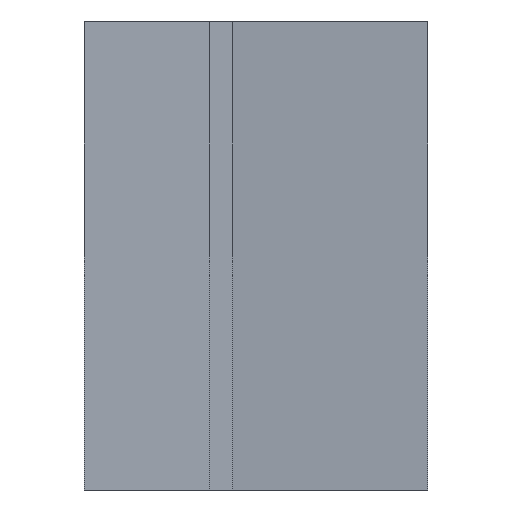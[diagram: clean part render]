
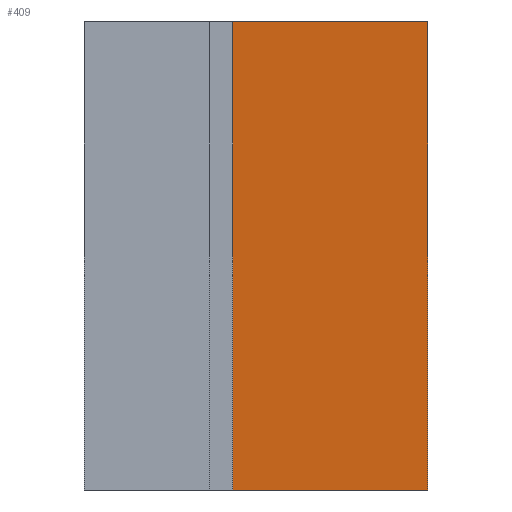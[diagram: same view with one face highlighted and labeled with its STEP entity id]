
A CAD part, front view. The second image highlights one B-rep face of the part: STEP entity #409.
In plain terms, the highlighted planar face has unit normal (0.829, -0.56, 0).
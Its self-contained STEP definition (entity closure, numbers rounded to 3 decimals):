
#12 = LINE ( 'NONE', #441, #233 ) ;
#21 = EDGE_LOOP ( 'NONE', ( #436, #410, #431, #106 ) ) ;
#33 = LINE ( 'NONE', #315, #73 ) ;
#37 = DIRECTION ( 'NONE',  ( 0.56, 0.829, 0. ) ) ;
#73 = VECTOR ( 'NONE', #37, 1000. ) ;
#96 = PLANE ( 'NONE',  #108 ) ;
#106 = ORIENTED_EDGE ( 'NONE', *, *, #236, .T. ) ;
#108 = AXIS2_PLACEMENT_3D ( 'NONE', #341, #497, #455 ) ;
#132 = EDGE_CURVE ( 'NONE', #490, #288, #12, .T. ) ;
#146 = EDGE_CURVE ( 'NONE', #404, #490, #257, .T. ) ;
#170 = VERTEX_POINT ( 'NONE', #172 ) ;
#172 = CARTESIAN_POINT ( 'NONE',  ( -25., -135., 0. ) ) ;
#194 = DIRECTION ( 'NONE',  ( 0., 0., -1. ) ) ;
#196 = LINE ( 'NONE', #387, #293 ) ;
#233 = VECTOR ( 'NONE', #417, 1000. ) ;
#236 = EDGE_CURVE ( 'NONE', #404, #170, #196, .T. ) ;
#244 = EDGE_CURVE ( 'NONE', #170, #288, #33, .T. ) ;
#249 = CARTESIAN_POINT ( 'NONE',  ( 0., -98., 60. ) ) ;
#257 = LINE ( 'NONE', #249, #433 ) ;
#283 = CARTESIAN_POINT ( 'NONE',  ( -25., -135., 60. ) ) ;
#288 = VERTEX_POINT ( 'NONE', #371 ) ;
#293 = VECTOR ( 'NONE', #194, 1000. ) ;
#295 = CARTESIAN_POINT ( 'NONE',  ( 0., -98., 60. ) ) ;
#315 = CARTESIAN_POINT ( 'NONE',  ( 0., -98., 0. ) ) ;
#341 = CARTESIAN_POINT ( 'NONE',  ( 0., -98., 60. ) ) ;
#364 = DIRECTION ( 'NONE',  ( 0.56, 0.829, 0. ) ) ;
#371 = CARTESIAN_POINT ( 'NONE',  ( 0., -98., 0. ) ) ;
#387 = CARTESIAN_POINT ( 'NONE',  ( -25., -135., 60. ) ) ;
#404 = VERTEX_POINT ( 'NONE', #283 ) ;
#409 = ADVANCED_FACE ( 'NONE', ( #421 ), #96, .F. ) ;
#410 = ORIENTED_EDGE ( 'NONE', *, *, #132, .F. ) ;
#417 = DIRECTION ( 'NONE',  ( 0., 0., -1. ) ) ;
#421 = FACE_OUTER_BOUND ( 'NONE', #21, .T. ) ;
#431 = ORIENTED_EDGE ( 'NONE', *, *, #146, .F. ) ;
#433 = VECTOR ( 'NONE', #364, 1000. ) ;
#436 = ORIENTED_EDGE ( 'NONE', *, *, #244, .T. ) ;
#441 = CARTESIAN_POINT ( 'NONE',  ( 0., -98., 60. ) ) ;
#455 = DIRECTION ( 'NONE',  ( -0.56, -0.829, 0. ) ) ;
#490 = VERTEX_POINT ( 'NONE', #295 ) ;
#497 = DIRECTION ( 'NONE',  ( -0.829, 0.56, 0. ) ) ;
